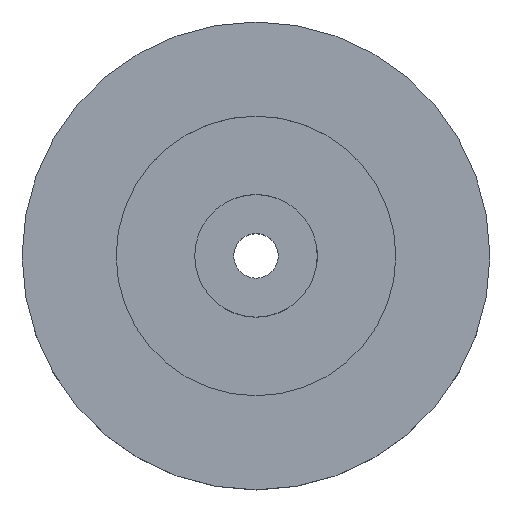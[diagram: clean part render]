
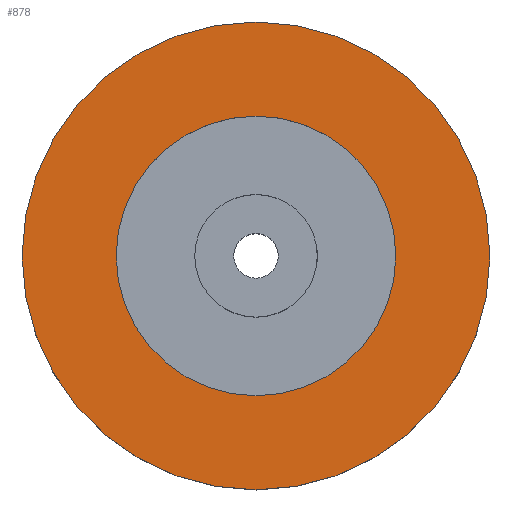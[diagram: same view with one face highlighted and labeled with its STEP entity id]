
A CAD part, top view. The second image highlights one B-rep face of the part: STEP entity #878.
In plain terms, the highlighted planar face has unit normal (0, 0, 1).
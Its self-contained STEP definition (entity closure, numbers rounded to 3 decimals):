
#229=CARTESIAN_POINT('',(0.,0.,7.05));
#230=DIRECTION('',(0.,0.,-1.));
#231=DIRECTION('',(0.,1.,0.));
#232=AXIS2_PLACEMENT_3D('',#229,#230,#231);
#234=CARTESIAN_POINT('',(0.,0.,7.05));
#235=DIRECTION('',(0.,0.,-1.));
#236=DIRECTION('',(0.,-1.,0.));
#237=AXIS2_PLACEMENT_3D('',#234,#235,#236);
#239=CARTESIAN_POINT('',(0.,0.,7.05));
#240=DIRECTION('',(0.,0.,1.));
#241=DIRECTION('',(0.,-1.,0.));
#242=AXIS2_PLACEMENT_3D('',#239,#240,#241);
#476=CARTESIAN_POINT('',(0.,0.,7.05));
#477=DIRECTION('',(0.,0.,-1.));
#478=DIRECTION('',(0.,-1.,0.));
#479=AXIS2_PLACEMENT_3D('',#476,#477,#478);
#551=CARTESIAN_POINT('',(0.,-42.,7.05));
#552=CARTESIAN_POINT('',(0.,42.,7.05));
#553=VERTEX_POINT('',#551);
#554=VERTEX_POINT('',#552);
#591=CARTESIAN_POINT('',(0.,25.1,7.05));
#592=CARTESIAN_POINT('',(0.,-25.1,7.05));
#593=VERTEX_POINT('',#591);
#594=VERTEX_POINT('',#592);
#862=CARTESIAN_POINT('',(0.,0.,7.05));
#863=DIRECTION('',(0.,0.,1.));
#864=DIRECTION('',(0.,1.,0.));
#865=AXIS2_PLACEMENT_3D('',#862,#863,#864);
#866=PLANE('',#865);
#868=ORIENTED_EDGE('',*,*,#867,.F.);
#870=ORIENTED_EDGE('',*,*,#869,.T.);
#871=EDGE_LOOP('',(#868,#870));
#872=FACE_OUTER_BOUND('',#871,.F.);
#873=ORIENTED_EDGE('',*,*,#852,.F.);
#875=ORIENTED_EDGE('',*,*,#874,.F.);
#876=EDGE_LOOP('',(#873,#875));
#877=FACE_BOUND('',#876,.F.);
#878=ADVANCED_FACE('',(#872,#877),#866,.T.);
#233=CIRCLE('',#232,25.1);
#238=CIRCLE('',#237,25.1);
#243=CIRCLE('',#242,42.);
#480=CIRCLE('',#479,42.);
#852=EDGE_CURVE('',#593,#594,#233,.T.);
#867=EDGE_CURVE('',#553,#554,#243,.T.);
#869=EDGE_CURVE('',#553,#554,#480,.T.);
#874=EDGE_CURVE('',#594,#593,#238,.T.);
